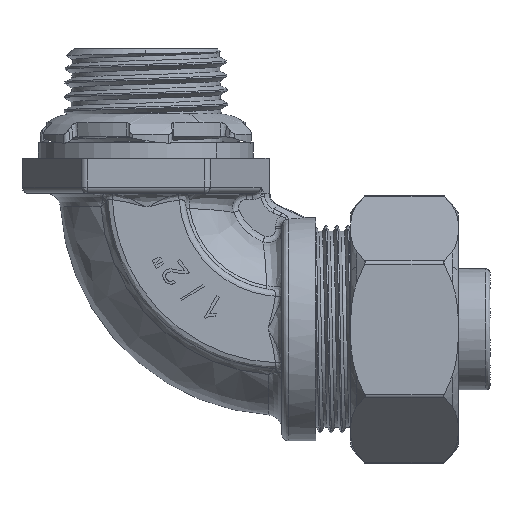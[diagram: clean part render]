
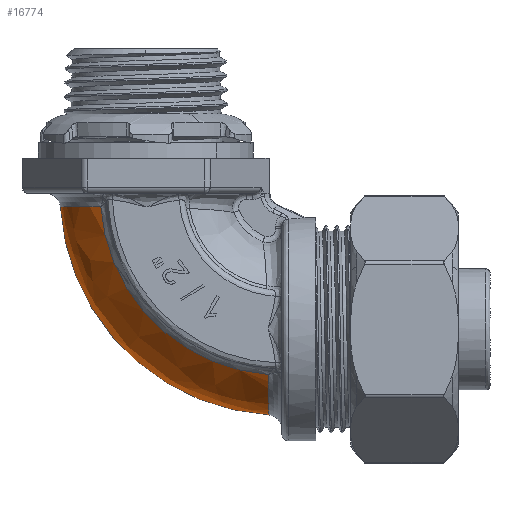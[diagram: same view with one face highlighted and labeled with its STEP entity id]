
A CAD part, left-side view. The second image highlights one B-rep face of the part: STEP entity #16774.
In plain terms, the highlighted free-form (B-spline) face has degree [3, 3] with [4, 4] control points.
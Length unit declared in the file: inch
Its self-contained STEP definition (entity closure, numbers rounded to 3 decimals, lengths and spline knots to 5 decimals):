
#442 = CARTESIAN_POINT ( 'NONE',  ( 0., 1.65678, 0.02567 ) ) ;
#956 = VERTEX_POINT ( 'NONE', #10175 ) ;
#2329 = CARTESIAN_POINT ( 'NONE',  ( -0.21334, 1.63067, 0.6179 ) ) ;
#2889 = CARTESIAN_POINT ( 'NONE',  ( -0.36671, 0.571, 0.685 ) ) ;
#3222 = CARTESIAN_POINT ( 'NONE',  ( 0., 0.63776, -0.431 ) ) ;
#3408 = CARTESIAN_POINT ( 'NONE',  ( -0.20284, 0.63806, -0.38045 ) ) ;
#4091 = CARTESIAN_POINT ( 'NONE',  ( -0.36671, 1.48505, 0.6383 ) ) ;
#4141 = EDGE_CURVE ( 'NONE', #50200, #4495, #33472, .T. ) ;
#4161 = CARTESIAN_POINT ( 'NONE',  ( -0.36671, 0.63919, -0.2277 ) ) ;
#4256 = CARTESIAN_POINT ( 'NONE',  ( -0.36671, 1.11076, -0.20387 ) ) ;
#4419 = CARTESIAN_POINT ( 'NONE',  ( 0., 0.62804, -0.43154 ) ) ;
#4495 = VERTEX_POINT ( 'NONE', #40444 ) ;
#4547 = ORIENTED_EDGE ( 'NONE', *, *, #43425, .T. ) ;
#6312 = CARTESIAN_POINT ( 'NONE',  ( -0.21065, 1.63219, 0.61791 ) ) ;
#6885 = DIRECTION ( 'NONE',  ( 0., 0., 1. ) ) ;
#7413 = CARTESIAN_POINT ( 'NONE',  ( -0.2077, 0.63808, -0.37782 ) ) ;
#8169 = EDGE_CURVE ( 'NONE', #956, #21384, #32498, .T. ) ;
#8242 = CARTESIAN_POINT ( 'NONE',  ( -0.28569, 1.61392, 0.63172 ) ) ;
#9409 = CARTESIAN_POINT ( 'NONE',  ( -0.34899, 1.51202, 0.61706 ) ) ;
#9947 = CIRCLE ( 'NONE', #43388, 0.91525 ) ;
#10175 = CARTESIAN_POINT ( 'NONE',  ( 0., 0.63776, -0.431 ) ) ;
#10297 = CARTESIAN_POINT ( 'NONE',  ( -0.1787, 1.6499, 0.61802 ) ) ;
#11408 = CARTESIAN_POINT ( 'NONE',  ( -0.20909, 0.63808, -0.37706 ) ) ;
#12236 = CARTESIAN_POINT ( 'NONE',  ( -0.28569, 1.18686, -0.32918 ) ) ;
#13518 = CIRCLE ( 'NONE', #23646, 1.118 ) ;
#14084 = CARTESIAN_POINT ( 'NONE',  ( -0.28786, 1.57772, 0.61755 ) ) ;
#14260 = CARTESIAN_POINT ( 'NONE',  ( -0.07467, 1.68206, 0.61822 ) ) ;
#15171 = CARTESIAN_POINT ( 'NONE',  ( -0.07469, 0.63778, -0.42606 ) ) ;
#15338 = CARTESIAN_POINT ( 'NONE',  ( -0.27479, 0.63835, -0.33439 ) ) ;
#16157 = CARTESIAN_POINT ( 'NONE',  ( -0.15236, 1.68754, 0.62796 ) ) ;
#16774 = ADVANCED_FACE ( 'NONE', ( #18412 ), #33945, .T. ) ;
#16933 = ORIENTED_EDGE ( 'NONE', *, *, #8169, .T. ) ;
#18037 = CARTESIAN_POINT ( 'NONE',  ( -0.25081, 1.60691, 0.61775 ) ) ;
#18224 = CARTESIAN_POINT ( 'NONE',  ( 0., 1.687, 0.61824 ) ) ;
#18412 = FACE_OUTER_BOUND ( 'NONE', #30315, .T. ) ;
#19137 = CARTESIAN_POINT ( 'NONE',  ( -0.14481, 0.6379, -0.40642 ) ) ;
#19309 = CARTESIAN_POINT ( 'NONE',  ( -0.349, 0.63894, -0.25601 ) ) ;
#20167 = CARTESIAN_POINT ( 'NONE',  ( -0.15236, 1.23033, -0.40078 ) ) ;
#21384 = VERTEX_POINT ( 'NONE', #4161 ) ;
#22066 = CARTESIAN_POINT ( 'NONE',  ( -0.2307, 1.62031, 0.61784 ) ) ;
#23128 = CARTESIAN_POINT ( 'NONE',  ( -0.17796, 0.63798, -0.39276 ) ) ;
#23464 = CARTESIAN_POINT ( 'NONE',  ( 0., 0.571, 0.685 ) ) ;
#23646 = AXIS2_PLACEMENT_3D ( 'NONE', #23464, #51088, #27432 ) ;
#23802 = ORIENTED_EDGE ( 'NONE', *, *, #4141, .T. ) ;
#24126 = CARTESIAN_POINT ( 'NONE',  ( 0., 1.68754, 0.62796 ) ) ;
#24952 = CARTESIAN_POINT ( 'NONE',  ( -0.32715, 1.53962, 0.61728 ) ) ;
#25984 = CARTESIAN_POINT ( 'NONE',  ( -0.21709, 1.62853, 0.61789 ) ) ;
#26910 = CARTESIAN_POINT ( 'NONE',  ( -0.03765, 0.63776, -0.431 ) ) ;
#27089 = CARTESIAN_POINT ( 'NONE',  ( -0.19598, 0.63804, -0.38406 ) ) ;
#27432 = DIRECTION ( 'NONE',  ( 0., 0., 1. ) ) ;
#27914 = CARTESIAN_POINT ( 'NONE',  ( -0.36671, 1.45987, 0.14524 ) ) ;
#28080 = CARTESIAN_POINT ( 'NONE',  ( 0., 1.23033, -0.40078 ) ) ;
#29956 = CARTESIAN_POINT ( 'NONE',  ( -0.21173, 1.63158, 0.61791 ) ) ;
#29961 = CARTESIAN_POINT ( 'NONE',  ( -0.36671, 1.4837, 0.61681 ) ) ;
#30315 = EDGE_LOOP ( 'NONE', ( #23802, #30656, #16933, #4547 ) ) ;
#30533 = DIRECTION ( 'NONE',  ( 1., 0., 0. ) ) ;
#30656 = ORIENTED_EDGE ( 'NONE', *, *, #38166, .T. ) ;
#31034 = CARTESIAN_POINT ( 'NONE',  ( -0.20624, 0.63807, -0.37862 ) ) ;
#31893 = CARTESIAN_POINT ( 'NONE',  ( -0.36671, 0.6177, -0.22905 ) ) ;
#32498 = B_SPLINE_CURVE_WITH_KNOTS ( 'NONE', 3,
 ( #3222, #26910, #15171, #42775, #19137, #46780, #23128, #50744, #27089, #3408, #31034, #7413, #34972, #11408, #38952, #15338, #42956, #19309, #46945 ),
 .UNSPECIFIED., .F., .F.,
 ( 4, 2, 2, 2, 1, 1, 1, 2, 2, 2, 4 ),
 ( 0.49945, 0.62459, 0.68715, 0.71844, 0.73408, 0.7419, 0.74581, 0.74777, 0.74972, 0.87486, 1. ),
 .UNSPECIFIED. ) ;
#33472 = B_SPLINE_CURVE_WITH_KNOTS ( 'NONE', 3,
 ( #36987, #9409, #24952, #14084, #41693, #18037, #45690, #22066, #49659, #25984, #2329, #29956, #6312, #33907, #10297, #37853, #14260, #41871, #18224 ),
 .UNSPECIFIED., .F., .F.,
 ( 4, 2, 2, 2, 1, 1, 1, 2, 2, 2, 4 ),
 ( 0., 0.12486, 0.18729, 0.21851, 0.23412, 0.24192, 0.24582, 0.24777, 0.24972, 0.37459, 0.49945 ),
 .UNSPECIFIED. ) ;
#33907 = CARTESIAN_POINT ( 'NONE',  ( -0.21005, 1.63252, 0.61792 ) ) ;
#33945 =( BOUNDED_SURFACE ( )  B_SPLINE_SURFACE ( 3, 3, ( 
 ( #4091, #27914, #4256, #31893 ),
 ( #8242, #35817, #12236, #39813 ),
 ( #16157, #43807, #20167, #47791 ),
 ( #24126, #442, #28080, #4419 ) ),
 .UNSPECIFIED., .F., .F., .F. ) 
 B_SPLINE_SURFACE_WITH_KNOTS ( ( 4, 4 ),
 ( 4, 4 ),
 ( 0., 1. ),
 ( 0., 1. ),
 .UNSPECIFIED. ) 
 GEOMETRIC_REPRESENTATION_ITEM ( )  RATIONAL_B_SPLINE_SURFACE ( (
 ( 1., 0.828, 0.828, 1.),
 ( 0.917, 0.759, 0.759, 0.917),
 ( 0.917, 0.759, 0.759, 0.917),
 ( 1., 0.828, 0.828, 1.) ) ) 
 REPRESENTATION_ITEM ( '' )  SURFACE ( )  );
#34972 = CARTESIAN_POINT ( 'NONE',  ( -0.20866, 0.63808, -0.37729 ) ) ;
#35817 = CARTESIAN_POINT ( 'NONE',  ( -0.28569, 1.58518, 0.06914 ) ) ;
#36987 = CARTESIAN_POINT ( 'NONE',  ( -0.36671, 1.4837, 0.61681 ) ) ;
#37853 = CARTESIAN_POINT ( 'NONE',  ( -0.1452, 1.66351, 0.61811 ) ) ;
#38166 = EDGE_CURVE ( 'NONE', #4495, #956, #13518, .T. ) ;
#38952 = CARTESIAN_POINT ( 'NONE',  ( -0.24423, 0.6382, -0.35757 ) ) ;
#39813 = CARTESIAN_POINT ( 'NONE',  ( -0.28569, 0.62428, -0.35792 ) ) ;
#40444 = CARTESIAN_POINT ( 'NONE',  ( 0., 1.687, 0.61824 ) ) ;
#41693 = CARTESIAN_POINT ( 'NONE',  ( -0.27367, 1.58986, 0.61764 ) ) ;
#41871 = CARTESIAN_POINT ( 'NONE',  ( -0.03757, 1.687, 0.61824 ) ) ;
#42775 = CARTESIAN_POINT ( 'NONE',  ( -0.1276, 0.63786, -0.41214 ) ) ;
#42956 = CARTESIAN_POINT ( 'NONE',  ( -0.32716, 0.63872, -0.28361 ) ) ;
#43388 = AXIS2_PLACEMENT_3D ( 'NONE', #2889, #30533, #6885 ) ;
#43425 = EDGE_CURVE ( 'NONE', #21384, #50200, #9947, .T. ) ;
#43807 = CARTESIAN_POINT ( 'NONE',  ( -0.15236, 1.65678, 0.02567 ) ) ;
#45690 = CARTESIAN_POINT ( 'NONE',  ( -0.24292, 1.6124, 0.61779 ) ) ;
#46780 = CARTESIAN_POINT ( 'NONE',  ( -0.16977, 0.63796, -0.39636 ) ) ;
#46945 = CARTESIAN_POINT ( 'NONE',  ( -0.36671, 0.63919, -0.2277 ) ) ;
#47791 = CARTESIAN_POINT ( 'NONE',  ( -0.15236, 0.62804, -0.43154 ) ) ;
#49659 = CARTESIAN_POINT ( 'NONE',  ( -0.2245, 1.62418, 0.61786 ) ) ;
#50200 = VERTEX_POINT ( 'NONE', #29961 ) ;
#50744 = CARTESIAN_POINT ( 'NONE',  ( -0.19001, 0.63802, -0.38702 ) ) ;
#51088 = DIRECTION ( 'NONE',  ( -1., 0., 0. ) ) ;
